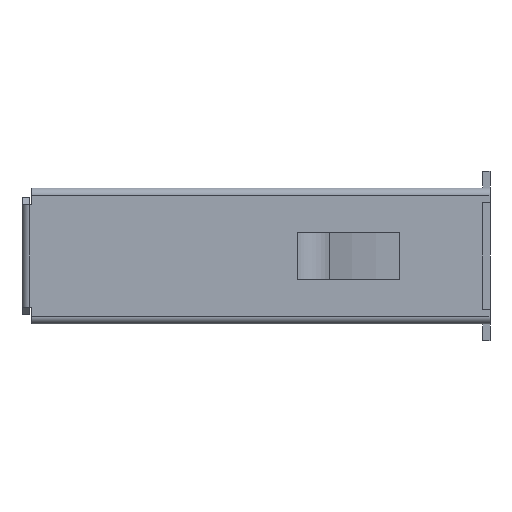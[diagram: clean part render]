
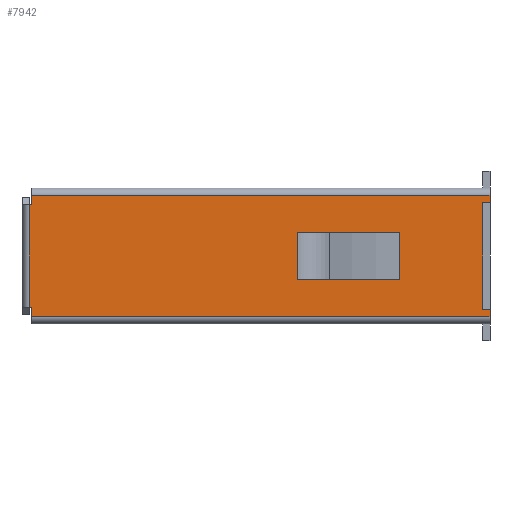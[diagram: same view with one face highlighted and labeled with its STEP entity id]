
A CAD part, left-side view. The second image highlights one B-rep face of the part: STEP entity #7942.
In plain terms, the highlighted planar face has unit normal (-1, 0, 0).
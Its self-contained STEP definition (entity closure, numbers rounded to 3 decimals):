
#1153=DIRECTION('',(0.,0.,-1.));
#1154=VECTOR('',#1153,0.31);
#1155=CARTESIAN_POINT('',(-11.75,-13.163,2.934));
#1156=LINE('4996',#1155,#1154);
#1169=DIRECTION('',(0.,0.,-1.));
#1170=VECTOR('',#1169,4.3);
#1171=CARTESIAN_POINT('',(-11.75,6.237,2.524));
#1172=LINE('5087',#1171,#1170);
#1173=DIRECTION('',(0.,1.,0.));
#1174=VECTOR('',#1173,0.1);
#1175=CARTESIAN_POINT('',(-11.75,6.137,2.524));
#1176=LINE('5089',#1175,#1174);
#1177=DIRECTION('',(0.,1.,0.));
#1178=VECTOR('',#1177,19.3);
#1179=CARTESIAN_POINT('',(-11.75,-13.163,2.934));
#1180=LINE('4761',#1179,#1178);
#1181=DIRECTION('',(0.,-1.,0.));
#1182=VECTOR('',#1181,0.3);
#1183=CARTESIAN_POINT('',(-11.75,-12.863,2.624));
#1184=LINE('4994',#1183,#1182);
#1185=DIRECTION('',(0.,-1.,0.));
#1186=VECTOR('',#1185,0.3);
#1187=CARTESIAN_POINT('',(-11.75,-12.863,-1.876));
#1188=LINE('5000',#1187,#1186);
#1189=DIRECTION('',(0.,1.,0.));
#1190=VECTOR('',#1189,19.3);
#1191=CARTESIAN_POINT('',(-11.75,-13.163,-2.186));
#1192=LINE('4755',#1191,#1190);
#1193=DIRECTION('',(0.,-1.,0.));
#1194=VECTOR('',#1193,0.1);
#1195=CARTESIAN_POINT('',(-11.75,6.237,-1.776));
#1196=LINE('5094',#1195,#1194);
#1197=DIRECTION('',(0.,-1.,0.));
#1198=VECTOR('',#1197,4.284);
#1199=CARTESIAN_POINT('',(-11.75,-5.068,-0.626));
#1200=LINE('4739',#1199,#1198);
#1201=DIRECTION('',(0.,0.,1.));
#1202=VECTOR('',#1201,2.);
#1203=CARTESIAN_POINT('',(-11.75,-9.352,-0.626));
#1204=LINE('4742',#1203,#1202);
#1205=DIRECTION('',(0.,-1.,0.));
#1206=VECTOR('',#1205,4.284);
#1207=CARTESIAN_POINT('',(-11.75,-5.068,1.374));
#1208=LINE('4740',#1207,#1206);
#1209=DIRECTION('',(0.,0.,1.));
#1210=VECTOR('',#1209,2.);
#1211=CARTESIAN_POINT('',(-11.75,-5.068,-0.626));
#1212=LINE('4741',#1211,#1210);
#1267=DIRECTION('',(0.,0.,-1.));
#1268=VECTOR('',#1267,0.41);
#1269=CARTESIAN_POINT('',(-11.75,6.137,-1.776));
#1270=LINE('4727',#1269,#1268);
#4365=DIRECTION('',(0.,0.,-1.));
#4366=VECTOR('',#4365,0.41);
#4367=CARTESIAN_POINT('',(-11.75,6.137,2.934));
#4368=LINE('4726',#4367,#4366);
#4397=DIRECTION('',(0.,0.,-1.));
#4398=VECTOR('',#4397,0.31);
#4399=CARTESIAN_POINT('',(-11.75,-13.163,-1.876));
#4400=LINE('5002',#4399,#4398);
#4455=DIRECTION('',(0.,0.,-1.));
#4456=VECTOR('',#4455,4.5);
#4457=CARTESIAN_POINT('',(-11.75,-12.863,2.624));
#4458=LINE('5015',#4457,#4456);
#5820=CARTESIAN_POINT('',(-11.75,6.137,2.524));
#5822=VERTEX_POINT('',#5820);
#5824=CARTESIAN_POINT('',(-11.75,6.137,-1.776));
#5826=VERTEX_POINT('',#5824);
#5828=CARTESIAN_POINT('',(-11.75,6.137,2.934));
#5829=VERTEX_POINT('',#5828);
#5830=CARTESIAN_POINT('',(-11.75,6.137,-2.186));
#5831=VERTEX_POINT('',#5830);
#5836=CARTESIAN_POINT('',(-11.75,-5.068,-0.626));
#5837=VERTEX_POINT('',#5836);
#5838=CARTESIAN_POINT('',(-11.75,-9.352,-0.626));
#5839=VERTEX_POINT('',#5838);
#5840=CARTESIAN_POINT('',(-11.75,-5.068,1.374));
#5841=VERTEX_POINT('',#5840);
#5842=CARTESIAN_POINT('',(-11.75,-9.352,1.374));
#5843=VERTEX_POINT('',#5842);
#5856=CARTESIAN_POINT('',(-11.75,-13.163,-2.186));
#5857=VERTEX_POINT('',#5856);
#5862=CARTESIAN_POINT('',(-11.75,-13.163,2.934));
#5863=VERTEX_POINT('',#5862);
#6120=CARTESIAN_POINT('',(-11.75,-12.863,2.624));
#6121=CARTESIAN_POINT('',(-11.75,-13.163,2.624));
#6122=VERTEX_POINT('',#6120);
#6123=VERTEX_POINT('',#6121);
#6128=CARTESIAN_POINT('',(-11.75,-12.863,-1.876));
#6129=CARTESIAN_POINT('',(-11.75,-13.163,-1.876));
#6130=VERTEX_POINT('',#6128);
#6131=VERTEX_POINT('',#6129);
#6224=CARTESIAN_POINT('',(-11.75,6.237,2.524));
#6225=CARTESIAN_POINT('',(-11.75,6.237,-1.776));
#6226=VERTEX_POINT('',#6224);
#6227=VERTEX_POINT('',#6225);
#7904=CARTESIAN_POINT('',(-11.75,-13.163,3.234));
#7905=DIRECTION('',(-1.,0.,0.));
#7906=DIRECTION('',(0.,0.,-1.));
#7907=AXIS2_PLACEMENT_3D('',#7904,#7905,#7906);
#7908=PLANE('3726',#7907);
#7910=ORIENTED_EDGE('5087',*,*,#7909,.F.);
#7912=ORIENTED_EDGE('5089',*,*,#7911,.F.);
#7914=ORIENTED_EDGE('4726',*,*,#7913,.F.);
#7915=ORIENTED_EDGE('4761',*,*,#7856,.F.);
#7916=ORIENTED_EDGE('4996',*,*,#7881,.T.);
#7917=ORIENTED_EDGE('4994',*,*,#7894,.F.);
#7919=ORIENTED_EDGE('5015',*,*,#7918,.T.);
#7921=ORIENTED_EDGE('5000',*,*,#7920,.T.);
#7923=ORIENTED_EDGE('5002',*,*,#7922,.T.);
#7925=ORIENTED_EDGE('4755',*,*,#7924,.T.);
#7927=ORIENTED_EDGE('4727',*,*,#7926,.F.);
#7929=ORIENTED_EDGE('5094',*,*,#7928,.F.);
#7930=EDGE_LOOP('3726',(#7910,#7912,#7914,#7915,#7916,#7917,#7919,#7921,#7923,
#7925,#7927,#7929));
#7931=FACE_OUTER_BOUND('3726',#7930,.F.);
#7933=ORIENTED_EDGE('4739',*,*,#7932,.T.);
#7935=ORIENTED_EDGE('4742',*,*,#7934,.T.);
#7937=ORIENTED_EDGE('4740',*,*,#7936,.F.);
#7939=ORIENTED_EDGE('4741',*,*,#7938,.F.);
#7940=EDGE_LOOP('3726',(#7933,#7935,#7937,#7939));
#7941=FACE_BOUND('3726',#7940,.F.);
#7942=ADVANCED_FACE('3726',(#7931,#7941),#7908,.T.);
#7856=EDGE_CURVE('4761',#5863,#5829,#1180,.T.);
#7881=EDGE_CURVE('4996',#5863,#6123,#1156,.T.);
#7894=EDGE_CURVE('4994',#6122,#6123,#1184,.T.);
#7909=EDGE_CURVE('5087',#6226,#6227,#1172,.T.);
#7911=EDGE_CURVE('5089',#5822,#6226,#1176,.T.);
#7913=EDGE_CURVE('4726',#5829,#5822,#4368,.T.);
#7918=EDGE_CURVE('5015',#6122,#6130,#4458,.T.);
#7920=EDGE_CURVE('5000',#6130,#6131,#1188,.T.);
#7922=EDGE_CURVE('5002',#6131,#5857,#4400,.T.);
#7924=EDGE_CURVE('4755',#5857,#5831,#1192,.T.);
#7926=EDGE_CURVE('4727',#5826,#5831,#1270,.T.);
#7928=EDGE_CURVE('5094',#6227,#5826,#1196,.T.);
#7932=EDGE_CURVE('4739',#5837,#5839,#1200,.T.);
#7934=EDGE_CURVE('4742',#5839,#5843,#1204,.T.);
#7936=EDGE_CURVE('4740',#5841,#5843,#1208,.T.);
#7938=EDGE_CURVE('4741',#5837,#5841,#1212,.T.);
